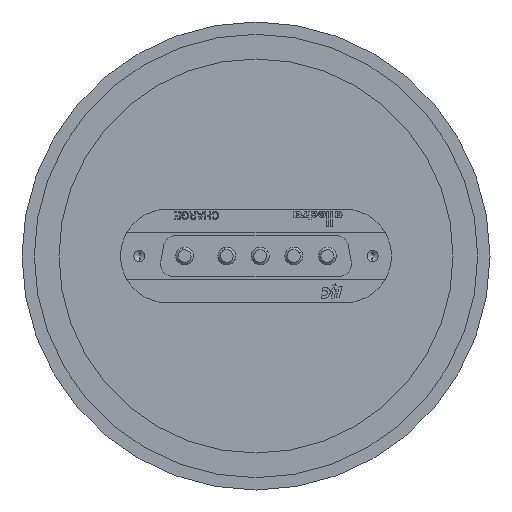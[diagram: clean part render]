
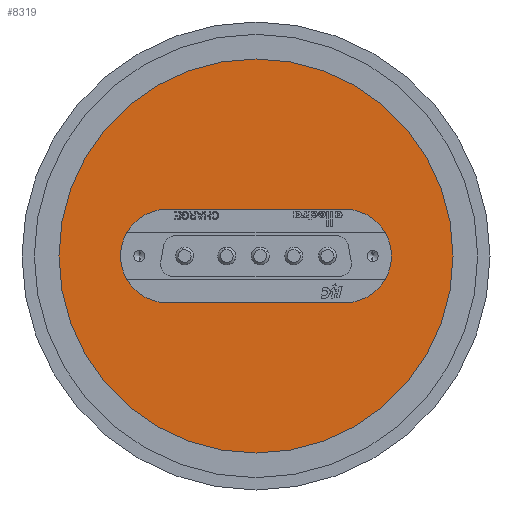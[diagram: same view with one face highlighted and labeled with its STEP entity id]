
A CAD part, front view. The second image highlights one B-rep face of the part: STEP entity #8319.
In plain terms, the highlighted planar face has unit normal (0, -1, 0).
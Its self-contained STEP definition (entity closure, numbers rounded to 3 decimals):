
#597 = CARTESIAN_POINT ( 'NONE',  ( 0., -12., -40. ) ) ;
#2125 = CIRCLE ( 'NONE', #8232, 9.5 ) ;
#2229 = CIRCLE ( 'NONE', #7786, 40. ) ;
#2334 = FACE_OUTER_BOUND ( 'NONE', #3168, .T. ) ;
#2338 = CARTESIAN_POINT ( 'NONE',  ( 0., -12., 40. ) ) ;
#2510 = ORIENTED_EDGE ( 'NONE', *, *, #7257, .T. ) ;
#2779 = DIRECTION ( 'NONE',  ( 0., 0., -1. ) ) ;
#2895 = VECTOR ( 'NONE', #10078, 1000. ) ;
#3038 = ORIENTED_EDGE ( 'NONE', *, *, #11204, .T. ) ;
#3168 = EDGE_LOOP ( 'NONE', ( #3379, #2510 ) ) ;
#3177 = DIRECTION ( 'NONE',  ( 0., 0., 1. ) ) ;
#3194 = VERTEX_POINT ( 'NONE', #5164 ) ;
#3379 = ORIENTED_EDGE ( 'NONE', *, *, #5944, .T. ) ;
#3758 = AXIS2_PLACEMENT_3D ( 'NONE', #597, #6889, #5095 ) ;
#4049 = VERTEX_POINT ( 'NONE', #6495 ) ;
#4616 = DIRECTION ( 'NONE',  ( 0., 0., 1. ) ) ;
#4751 = EDGE_CURVE ( 'NONE', #10402, #4049, #5512, .T. ) ;
#4830 = VERTEX_POINT ( 'NONE', #2338 ) ;
#4874 = VERTEX_POINT ( 'NONE', #9648 ) ;
#5060 = DIRECTION ( 'NONE',  ( 0., -1., 0. ) ) ;
#5062 = EDGE_CURVE ( 'NONE', #4874, #8072, #2125, .T. ) ;
#5095 = DIRECTION ( 'NONE',  ( 0., 0., -1. ) ) ;
#5125 = ORIENTED_EDGE ( 'NONE', *, *, #5062, .T. ) ;
#5164 = CARTESIAN_POINT ( 'NONE',  ( 0., -12., -40. ) ) ;
#5172 = DIRECTION ( 'NONE',  ( 1., 0., 0. ) ) ;
#5218 = VECTOR ( 'NONE', #5172, 1000. ) ;
#5495 = LINE ( 'NONE', #11643, #5218 ) ;
#5512 = CIRCLE ( 'NONE', #8308, 9.5 ) ;
#5802 = DIRECTION ( 'NONE',  ( 0., 1., 0. ) ) ;
#5944 = EDGE_CURVE ( 'NONE', #3194, #4830, #8130, .T. ) ;
#6306 = CARTESIAN_POINT ( 'NONE',  ( 18., -12., 0. ) ) ;
#6433 = CARTESIAN_POINT ( 'NONE',  ( 18., -12., -9.5 ) ) ;
#6495 = CARTESIAN_POINT ( 'NONE',  ( -18., -12., 9.5 ) ) ;
#6810 = PLANE ( 'NONE',  #3758 ) ;
#6815 = DIRECTION ( 'NONE',  ( 0., 0., -1. ) ) ;
#6889 = DIRECTION ( 'NONE',  ( 0., -1., 0. ) ) ;
#7257 = EDGE_CURVE ( 'NONE', #4830, #3194, #2229, .T. ) ;
#7786 = AXIS2_PLACEMENT_3D ( 'NONE', #11316, #5060, #6815 ) ;
#8072 = VERTEX_POINT ( 'NONE', #9069 ) ;
#8089 = DIRECTION ( 'NONE',  ( 0., 1., 0. ) ) ;
#8130 = CIRCLE ( 'NONE', #9471, 40. ) ;
#8232 = AXIS2_PLACEMENT_3D ( 'NONE', #6306, #8089, #4616 ) ;
#8308 = AXIS2_PLACEMENT_3D ( 'NONE', #10273, #5802, #3177 ) ;
#8319 = ADVANCED_FACE ( 'NONE', ( #8645, #2334 ), #6810, .T. ) ;
#8404 = EDGE_LOOP ( 'NONE', ( #5125, #9925, #8805, #3038 ) ) ;
#8501 = EDGE_CURVE ( 'NONE', #8072, #10402, #10900, .T. ) ;
#8645 = FACE_BOUND ( 'NONE', #8404, .T. ) ;
#8805 = ORIENTED_EDGE ( 'NONE', *, *, #4751, .T. ) ;
#8999 = CARTESIAN_POINT ( 'NONE',  ( 0., -12., 0. ) ) ;
#9069 = CARTESIAN_POINT ( 'NONE',  ( 18., -12., -9.5 ) ) ;
#9471 = AXIS2_PLACEMENT_3D ( 'NONE', #8999, #9998, #2779 ) ;
#9648 = CARTESIAN_POINT ( 'NONE',  ( 18., -12., 9.5 ) ) ;
#9891 = CARTESIAN_POINT ( 'NONE',  ( -18., -12., -9.5 ) ) ;
#9925 = ORIENTED_EDGE ( 'NONE', *, *, #8501, .T. ) ;
#9998 = DIRECTION ( 'NONE',  ( 0., -1., 0. ) ) ;
#10078 = DIRECTION ( 'NONE',  ( -1., 0., 0. ) ) ;
#10273 = CARTESIAN_POINT ( 'NONE',  ( -18., -12., 0. ) ) ;
#10402 = VERTEX_POINT ( 'NONE', #9891 ) ;
#10900 = LINE ( 'NONE', #6433, #2895 ) ;
#11204 = EDGE_CURVE ( 'NONE', #4049, #4874, #5495, .T. ) ;
#11316 = CARTESIAN_POINT ( 'NONE',  ( 0., -12., 0. ) ) ;
#11643 = CARTESIAN_POINT ( 'NONE',  ( 18., -12., 9.5 ) ) ;
